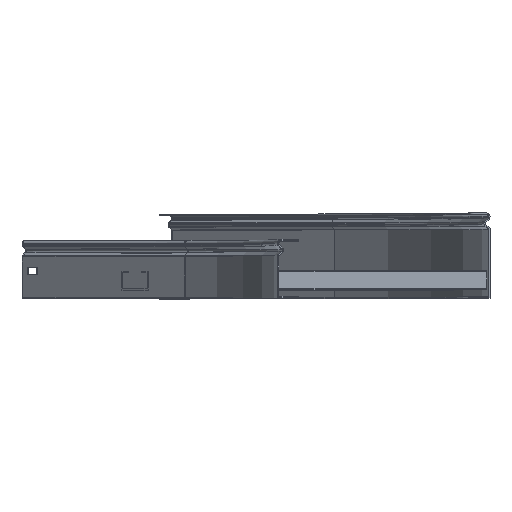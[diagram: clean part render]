
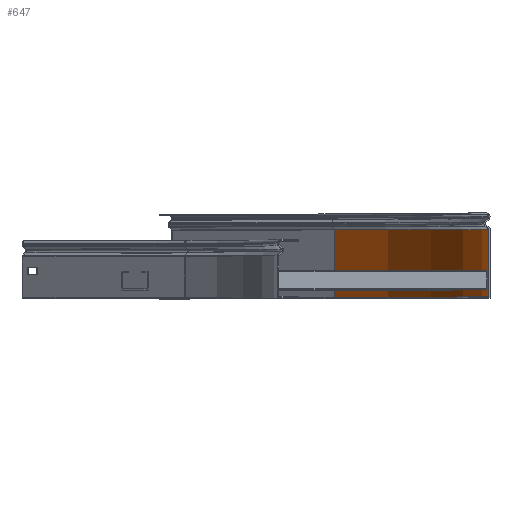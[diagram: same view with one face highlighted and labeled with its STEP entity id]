
A CAD part, top view. The second image highlights one B-rep face of the part: STEP entity #647.
In plain terms, the highlighted cylindrical face has radius 498.8 mm (diameter 997.6 mm), a partial arc.
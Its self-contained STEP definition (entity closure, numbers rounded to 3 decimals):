
#586 = CARTESIAN_POINT ( 'NONE',  ( 0., 64.965, 0. ) ) ;
#603 = VERTEX_POINT ( 'NONE', #6419 ) ;
#647 = ADVANCED_FACE ( 'NONE', ( #2025 ), #6397, .F. ) ;
#746 = DIRECTION ( 'NONE',  ( 0., 1., 0. ) ) ;
#815 = CARTESIAN_POINT ( 'NONE',  ( 0., 0., 0. ) ) ;
#1330 = CIRCLE ( 'NONE', #2418, 498.8 ) ;
#1517 = CARTESIAN_POINT ( 'NONE',  ( 498.8, 64.965, 0. ) ) ;
#1729 = CARTESIAN_POINT ( 'NONE',  ( 498.8, 1.2, 0. ) ) ;
#2025 = FACE_OUTER_BOUND ( 'NONE', #6234, .T. ) ;
#2235 = DIRECTION ( 'NONE',  ( 0., 0., 1. ) ) ;
#2353 = LINE ( 'NONE', #4572, #5203 ) ;
#2418 = AXIS2_PLACEMENT_3D ( 'NONE', #5699, #5116, #2235 ) ;
#2506 = DIRECTION ( 'NONE',  ( 0., 0., 1. ) ) ;
#3025 = AXIS2_PLACEMENT_3D ( 'NONE', #815, #746, #2506 ) ;
#3151 = EDGE_CURVE ( 'NONE', #4893, #7333, #2353, .T. ) ;
#3174 = ORIENTED_EDGE ( 'NONE', *, *, #4833, .T. ) ;
#3200 = ORIENTED_EDGE ( 'NONE', *, *, #3933, .F. ) ;
#3585 = CARTESIAN_POINT ( 'NONE',  ( 352.705, 64.965, -352.705 ) ) ;
#3933 = EDGE_CURVE ( 'NONE', #603, #4500, #6171, .T. ) ;
#3977 = DIRECTION ( 'NONE',  ( 0., -1., 0. ) ) ;
#4458 = CIRCLE ( 'NONE', #7014, 498.8 ) ;
#4500 = VERTEX_POINT ( 'NONE', #3585 ) ;
#4572 = CARTESIAN_POINT ( 'NONE',  ( 498.8, 0., 0. ) ) ;
#4652 = VECTOR ( 'NONE', #5896, 1000. ) ;
#4833 = EDGE_CURVE ( 'NONE', #603, #4893, #1330, .T. ) ;
#4893 = VERTEX_POINT ( 'NONE', #1729 ) ;
#4930 = EDGE_CURVE ( 'NONE', #4500, #7333, #4458, .T. ) ;
#5116 = DIRECTION ( 'NONE',  ( 0., -1., 0. ) ) ;
#5145 = DIRECTION ( 'NONE',  ( 0., 1., 0. ) ) ;
#5152 = ORIENTED_EDGE ( 'NONE', *, *, #4930, .F. ) ;
#5203 = VECTOR ( 'NONE', #5145, 1000. ) ;
#5699 = CARTESIAN_POINT ( 'NONE',  ( 0., 1.2, 0. ) ) ;
#5896 = DIRECTION ( 'NONE',  ( 0., 1., 0. ) ) ;
#6171 = LINE ( 'NONE', #6966, #4652 ) ;
#6234 = EDGE_LOOP ( 'NONE', ( #6698, #5152, #3200, #3174 ) ) ;
#6289 = DIRECTION ( 'NONE',  ( 0., 0., -1. ) ) ;
#6397 = CYLINDRICAL_SURFACE ( 'NONE', #3025, 498.8 ) ;
#6419 = CARTESIAN_POINT ( 'NONE',  ( 352.705, 1.2, -352.705 ) ) ;
#6698 = ORIENTED_EDGE ( 'NONE', *, *, #3151, .T. ) ;
#6966 = CARTESIAN_POINT ( 'NONE',  ( 352.705, 2.2, -352.705 ) ) ;
#7014 = AXIS2_PLACEMENT_3D ( 'NONE', #586, #3977, #6289 ) ;
#7333 = VERTEX_POINT ( 'NONE', #1517 ) ;
